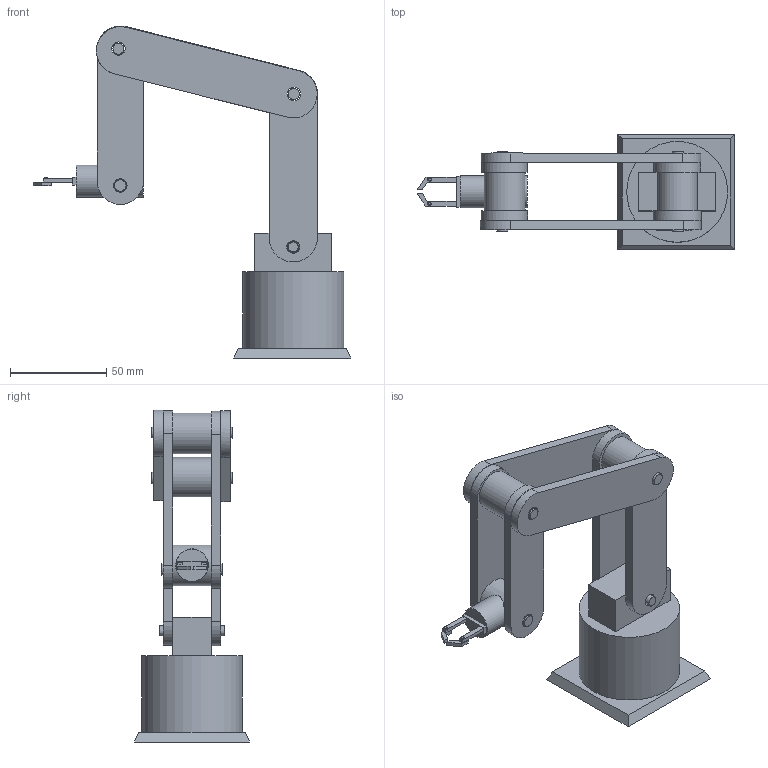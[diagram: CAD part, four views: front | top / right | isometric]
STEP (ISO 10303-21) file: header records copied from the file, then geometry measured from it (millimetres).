
FILE_DESCRIPTION(/* description */ (''),/* implementation_level */ '2;1');
FILE_NAME(/* name */ 'Untitled.step',/* time_stamp */ '2024-06-25T11:04:40+05:30',/* author */ (''),/* organization */ (''),/* preprocessor_version */ 'ST-DEVELOPER v20',/* originating_system */ 'Autodesk Translation Framework v12.20.1.177',/* authorisation */ '');
FILE_SCHEMA (('AUTOMOTIVE_DESIGN { 1 0 10303 214 3 1 1 }'));
Length unit declared in the file: millimetre
Products named in the file (1): Untitled
Bounding box: 165.37 x 60 x 172.79 mm (x, y, z)
Volume: 213339.7 mm3; surface area: 56746.2 mm2
Topology: 11 solids, 11 shells, 122 faces, 278 edges, 181 vertices
Faces by surface type: plane 86, cylinder 34, cone 2
Full cylindrical faces by diameter (mm): 1.386 x1, 1.442 x1, 1.7 x3, 5.189 x1, 5.552 x1, 5.657 x1, 5.929 x1, 5.961 x1, 5.982 x1, 6 x1, 7 x4, 16.811 x1, 16.971 x1, 20.591 x1, 21.073 x1, 21.111 x1, 52.498 x1
Entity records: 3621 total; most frequent: CARTESIAN_POINT 746, DIRECTION 584, ORIENTED_EDGE 556, EDGE_CURVE 278, AXIS2_PLACEMENT_3D 195, LINE 194, VECTOR 194, VERTEX_POINT 181
